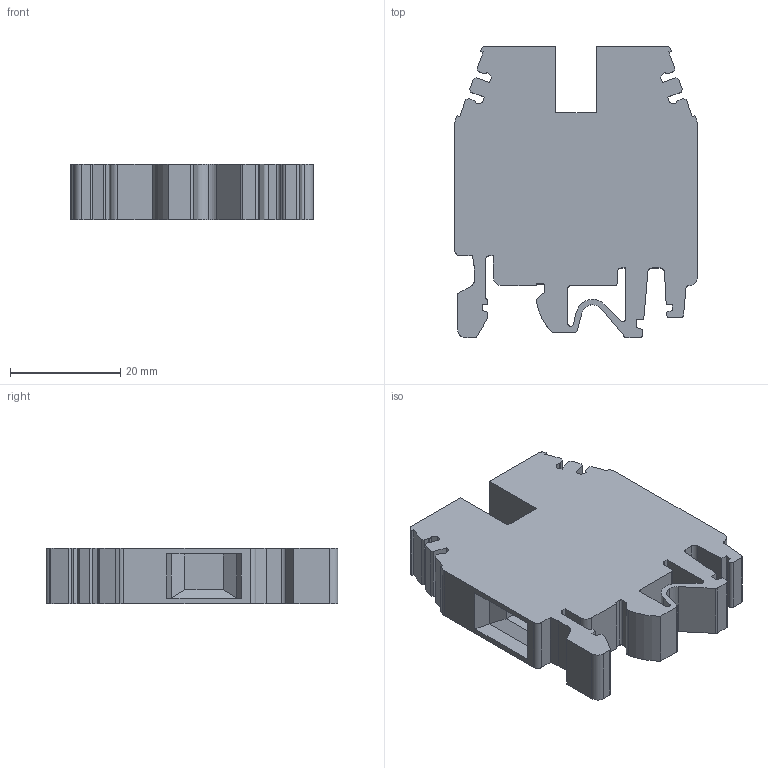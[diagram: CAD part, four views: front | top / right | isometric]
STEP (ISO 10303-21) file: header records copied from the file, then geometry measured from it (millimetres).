
FILE_DESCRIPTION(('OneSpaceDesigner STEP Export'),'2;1');
FILE_NAME('CBD.10.stp','2008-07-03T14:43:25',(''),(''),'OneSpace Designer STEP processor for AP214 (Solid Model)','OneSpace Modeling 15.50 10-Aug-2007 (C) CoCreate Software GmbH','');
FILE_SCHEMA(('AUTOMOTIVE_DESIGN { 1 0 10303 214 1 1 1 1 }'));
Length unit declared in the file: millimetre
Products named in the file (2): CBD.10_Profilo
Assembly tree (1 placements, depth 2):
  CBD.10_Profilo
    CBD.10_Profilo
Bounding box: 44 x 53 x 10 mm (x, y, z)
Volume: 16955.9 mm3; surface area: 7683.5 mm2
Topology: 1 solids, 1 shells, 165 faces, 466 edges, 308 vertices
Faces by surface type: plane 121, cylinder 44
Entity records: 5222 total; most frequent: ORIENTED_EDGE 932, CARTESIAN_POINT 914, DIRECTION 838, EDGE_CURVE 466, VECTOR 374, LINE 374, VERTEX_POINT 308, AXIS2_PLACEMENT_3D 232
